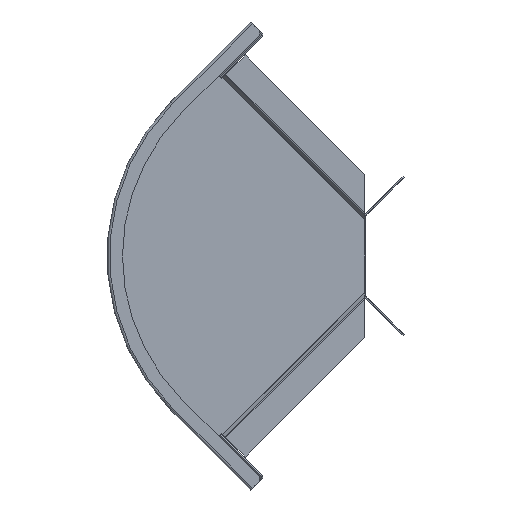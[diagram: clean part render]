
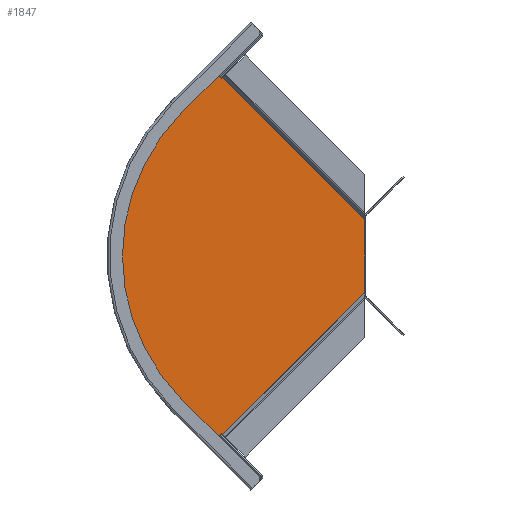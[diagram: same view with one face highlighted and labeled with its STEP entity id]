
A CAD part, front view. The second image highlights one B-rep face of the part: STEP entity #1847.
In plain terms, the highlighted face is planar.
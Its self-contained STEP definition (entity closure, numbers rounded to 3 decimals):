
#1300=DIRECTION('',(-0.924,-0.383,0.));
#1301=VECTOR('',#1300,183.121);
#1302=CARTESIAN_POINT('',(110.554,42.564,
0.));
#1303=LINE('',#1302,#1301);
#1313=DIRECTION('',(-0.383,0.924,0.));
#1314=VECTOR('',#1313,0.857);
#1315=CARTESIAN_POINT('',(110.554,42.564,
0.));
#1316=LINE('',#1315,#1314);
#1317=DIRECTION('',(0.924,0.383,0.));
#1318=VECTOR('',#1317,13.993);
#1319=CARTESIAN_POINT('',(110.226,43.356,
0.));
#1320=LINE('',#1319,#1318);
#1321=CARTESIAN_POINT('',(122.771,49.635,0.));
#1322=DIRECTION('',(0.,0.,1.));
#1323=DIRECTION('',(0.383,-0.924,0.));
#1324=AXIS2_PLACEMENT_3D('',#1321,#1322,#1323);
#1326=DIRECTION('',(-0.383,0.924,0.));
#1327=VECTOR('',#1326,47.);
#1328=CARTESIAN_POINT('',(123.695,50.018,0.));
#1329=LINE('',#1328,#1327);
#1330=CARTESIAN_POINT('',(-75.372,18.434,0.));
#1331=DIRECTION('',(0.,0.,1.));
#1332=DIRECTION('',(0.924,0.383,0.));
#1333=AXIS2_PLACEMENT_3D('',#1330,#1331,#1332);
#1335=DIRECTION('',(-0.924,-0.383,0.));
#1336=VECTOR('',#1335,47.);
#1337=CARTESIAN_POINT('',(-150.378,199.514,0.));
#1338=LINE('',#1337,#1336);
#1339=CARTESIAN_POINT('',(-193.418,180.604,0.));
#1340=DIRECTION('',(0.,0.,1.));
#1341=DIRECTION('',(-0.383,0.924,0.));
#1342=AXIS2_PLACEMENT_3D('',#1339,#1340,#1341);
#1344=DIRECTION('',(0.383,-0.924,0.));
#1345=VECTOR('',#1344,13.979);
#1346=CARTESIAN_POINT('',(-194.341,180.222,
0.));
#1347=LINE('',#1346,#1345);
#1348=DIRECTION('',(0.924,-0.383,0.));
#1349=VECTOR('',#1348,66.125);
#1350=CARTESIAN_POINT('',(-119.72,-2.209,
0.));
#1351=LINE('',#1350,#1349);
#1394=DIRECTION('',(0.924,0.383,0.));
#1395=VECTOR('',#1394,0.872);
#1396=CARTESIAN_POINT('',(-189.797,166.973,
0.));
#1397=LINE('',#1396,#1395);
#1485=DIRECTION('',(-0.383,0.924,0.));
#1486=VECTOR('',#1485,183.121);
#1487=CARTESIAN_POINT('',(-119.72,-2.209,
0.));
#1488=LINE('',#1487,#1486);
#1522=CARTESIAN_POINT('',(105.708,93.44,0.));
#1523=VERTEX_POINT('',#1522);
#1524=CARTESIAN_POINT('',(123.695,50.018,0.));
#1525=VERTEX_POINT('',#1524);
#1566=CARTESIAN_POINT('',(110.226,43.356,
0.));
#1567=VERTEX_POINT('',#1566);
#1568=CARTESIAN_POINT('',(110.554,42.564,
0.));
#1569=VERTEX_POINT('',#1568);
#1582=CARTESIAN_POINT('',(-58.628,-27.514,
0.));
#1583=VERTEX_POINT('',#1582);
#1584=CARTESIAN_POINT('',(123.153,48.711,0.));
#1585=VERTEX_POINT('',#1584);
#1586=CARTESIAN_POINT('',(-150.378,199.514,0.));
#1587=VERTEX_POINT('',#1586);
#1588=CARTESIAN_POINT('',(-193.8,181.528,0.));
#1589=VERTEX_POINT('',#1588);
#1590=CARTESIAN_POINT('',(-194.341,180.222,0.));
#1591=VERTEX_POINT('',#1590);
#1592=CARTESIAN_POINT('',(-188.992,167.307,
0.));
#1593=VERTEX_POINT('',#1592);
#1594=CARTESIAN_POINT('',(-189.797,166.973,
0.));
#1595=VERTEX_POINT('',#1594);
#1596=CARTESIAN_POINT('',(-119.72,-2.209,
0.));
#1597=VERTEX_POINT('',#1596);
#1819=CARTESIAN_POINT('',(-58.628,-27.514,0.));
#1820=DIRECTION('',(0.,0.,-1.));
#1821=DIRECTION('',(0.924,0.383,0.));
#1822=AXIS2_PLACEMENT_3D('',#1819,#1820,#1821);
#1823=PLANE('',#1822);
#1824=ORIENTED_EDGE('',*,*,#1810,.F.);
#1825=ORIENTED_EDGE('',*,*,#1751,.T.);
#1827=ORIENTED_EDGE('',*,*,#1826,.T.);
#1829=ORIENTED_EDGE('',*,*,#1828,.T.);
#1830=ORIENTED_EDGE('',*,*,#1637,.T.);
#1832=ORIENTED_EDGE('',*,*,#1831,.T.);
#1834=ORIENTED_EDGE('',*,*,#1833,.T.);
#1836=ORIENTED_EDGE('',*,*,#1835,.T.);
#1838=ORIENTED_EDGE('',*,*,#1837,.T.);
#1840=ORIENTED_EDGE('',*,*,#1839,.F.);
#1842=ORIENTED_EDGE('',*,*,#1841,.F.);
#1844=ORIENTED_EDGE('',*,*,#1843,.T.);
#1845=EDGE_LOOP('',(#1824,#1825,#1827,#1829,#1830,#1832,#1834,#1836,#1838,#1840,
#1842,#1844));
#1846=FACE_OUTER_BOUND('',#1845,.F.);
#1847=ADVANCED_FACE('',(#1846),#1823,.T.);
#1325=CIRCLE('',#1324,1.);
#1334=CIRCLE('',#1333,196.);
#1343=CIRCLE('',#1342,1.);
#1637=EDGE_CURVE('',#1525,#1523,#1329,.T.);
#1751=EDGE_CURVE('',#1569,#1567,#1316,.T.);
#1810=EDGE_CURVE('',#1569,#1583,#1303,.T.);
#1826=EDGE_CURVE('',#1567,#1585,#1320,.T.);
#1828=EDGE_CURVE('',#1585,#1525,#1325,.T.);
#1831=EDGE_CURVE('',#1523,#1587,#1334,.T.);
#1833=EDGE_CURVE('',#1587,#1589,#1338,.T.);
#1835=EDGE_CURVE('',#1589,#1591,#1343,.T.);
#1837=EDGE_CURVE('',#1591,#1593,#1347,.T.);
#1839=EDGE_CURVE('',#1595,#1593,#1397,.T.);
#1841=EDGE_CURVE('',#1597,#1595,#1488,.T.);
#1843=EDGE_CURVE('',#1597,#1583,#1351,.T.);
